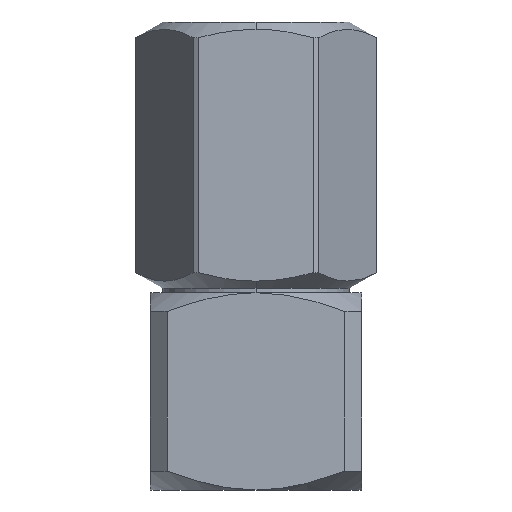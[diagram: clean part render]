
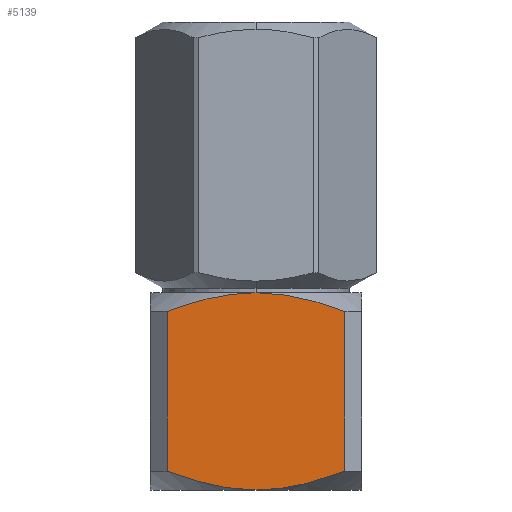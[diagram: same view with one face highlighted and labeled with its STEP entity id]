
A CAD part, left-side view. The second image highlights one B-rep face of the part: STEP entity #5139.
In plain terms, the highlighted planar face has unit normal (-1, 0, 0).
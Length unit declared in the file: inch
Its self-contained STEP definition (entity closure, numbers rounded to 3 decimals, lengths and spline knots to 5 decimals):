
#96 = ORIENTED_EDGE ( 'NONE', *, *, #2937, .T. ) ;
#122 = EDGE_CURVE ( 'NONE', #2149, #3664, #3982, .T. ) ;
#123 = DIRECTION ( 'NONE',  ( 1., 0., 0. ) ) ;
#135 = CARTESIAN_POINT ( 'NONE',  ( -0.125, 0.08806, -0.33575 ) ) ;
#459 = CARTESIAN_POINT ( 'NONE',  ( -0.125, 0., -0.55315 ) ) ;
#499 = CARTESIAN_POINT ( 'NONE',  ( -0.125, -0.125, -1.45985 ) ) ;
#503 = VECTOR ( 'NONE', #1898, 39.37008 ) ;
#505 = CARTESIAN_POINT ( 'NONE',  ( -0.125, -0.04475, -0.3243 ) ) ;
#652 = B_SPLINE_CURVE_WITH_KNOTS ( 'NONE', 3,
 ( #768, #1602, #5251, #3620, #1241, #1215, #1567, #824 ),
 .UNSPECIFIED., .F., .F.,
 ( 4, 2, 2, 4 ),
 ( 0.00412, 0.00549, 0.00617, 0.00686 ),
 .UNSPECIFIED. ) ;
#745 = VERTEX_POINT ( 'NONE', #3865 ) ;
#768 = CARTESIAN_POINT ( 'NONE',  ( -0.125, -0.105, -0.53107 ) ) ;
#824 = CARTESIAN_POINT ( 'NONE',  ( -0.125, 0., -0.55315 ) ) ;
#882 = CARTESIAN_POINT ( 'NONE',  ( -0.125, -0.105, -0.34204 ) ) ;
#952 = DIRECTION ( 'NONE',  ( 0., 0., -1. ) ) ;
#956 = AXIS2_PLACEMENT_3D ( 'NONE', #499, #123, #952 ) ;
#1025 = EDGE_CURVE ( 'NONE', #3697, #3664, #3133, .T. ) ;
#1211 = CARTESIAN_POINT ( 'NONE',  ( -0.125, 0.01809, -0.55315 ) ) ;
#1215 = CARTESIAN_POINT ( 'NONE',  ( -0.125, -0.01806, -0.55257 ) ) ;
#1241 = CARTESIAN_POINT ( 'NONE',  ( -0.125, -0.03593, -0.5504 ) ) ;
#1288 = CARTESIAN_POINT ( 'NONE',  ( -0.125, -0.08811, -0.33576 ) ) ;
#1325 = CARTESIAN_POINT ( 'NONE',  ( -0.125, -0.03593, -0.32271 ) ) ;
#1358 = CARTESIAN_POINT ( 'NONE',  ( -0.125, 0.01809, -0.31995 ) ) ;
#1436 = ORIENTED_EDGE ( 'NONE', *, *, #3525, .F. ) ;
#1565 = ORIENTED_EDGE ( 'NONE', *, *, #3076, .F. ) ;
#1567 = CARTESIAN_POINT ( 'NONE',  ( -0.125, -0.00896, -0.55315 ) ) ;
#1602 = CARTESIAN_POINT ( 'NONE',  ( -0.125, -0.08811, -0.53734 ) ) ;
#1653 = CARTESIAN_POINT ( 'NONE',  ( -0.125, 0., -0.31995 ) ) ;
#1668 = CARTESIAN_POINT ( 'NONE',  ( -0.125, 0.07076, -0.54291 ) ) ;
#1669 = ORIENTED_EDGE ( 'NONE', *, *, #122, .F. ) ;
#1690 = CARTESIAN_POINT ( 'NONE',  ( -0.125, 0.105, -0.53107 ) ) ;
#1726 = CARTESIAN_POINT ( 'NONE',  ( -0.125, -0.07095, -0.33025 ) ) ;
#1754 = CARTESIAN_POINT ( 'NONE',  ( -0.125, 0.07076, -0.33019 ) ) ;
#1898 = DIRECTION ( 'NONE',  ( 0., 0., -1. ) ) ;
#2058 = CARTESIAN_POINT ( 'NONE',  ( -0.125, 0.105, -0.53107 ) ) ;
#2098 = CARTESIAN_POINT ( 'NONE',  ( -0.125, -0.01806, -0.32053 ) ) ;
#2149 = VERTEX_POINT ( 'NONE', #3182 ) ;
#2241 = B_SPLINE_CURVE_WITH_KNOTS ( 'NONE', 3,
 ( #2887, #4563, #2098, #1325, #505, #1726, #1288, #882 ),
 .UNSPECIFIED., .F., .F.,
 ( 4, 2, 2, 4 ),
 ( 0.01153, 0.0122, 0.01288, 0.01424 ),
 .UNSPECIFIED. ) ;
#2427 = ORIENTED_EDGE ( 'NONE', *, *, #3725, .F. ) ;
#2433 = ORIENTED_EDGE ( 'NONE', *, *, #1025, .T. ) ;
#2839 = FACE_OUTER_BOUND ( 'NONE', #3609, .T. ) ;
#2848 = CARTESIAN_POINT ( 'NONE',  ( -0.125, -0.105, -0.53107 ) ) ;
#2887 = CARTESIAN_POINT ( 'NONE',  ( -0.125, 0., -0.31995 ) ) ;
#2906 = CARTESIAN_POINT ( 'NONE',  ( -0.125, 0.105, -0.34204 ) ) ;
#2937 = EDGE_CURVE ( 'NONE', #4994, #745, #4260, .T. ) ;
#2952 = CARTESIAN_POINT ( 'NONE',  ( -0.125, 0., -0.31995 ) ) ;
#2985 = CARTESIAN_POINT ( 'NONE',  ( -0.125, 0.105, -0.34204 ) ) ;
#3076 = EDGE_CURVE ( 'NONE', #3697, #3700, #3390, .T. ) ;
#3133 = LINE ( 'NONE', #4790, #503 ) ;
#3182 = CARTESIAN_POINT ( 'NONE',  ( -0.125, 0., -0.55315 ) ) ;
#3271 = CARTESIAN_POINT ( 'NONE',  ( -0.125, 0.03582, -0.55082 ) ) ;
#3319 = DIRECTION ( 'NONE',  ( 0., 0., 1. ) ) ;
#3363 = PLANE ( 'NONE',  #956 ) ;
#3390 = B_SPLINE_CURVE_WITH_KNOTS ( 'NONE', 3,
 ( #2985, #135, #1754, #5002, #1358, #2952 ),
 .UNSPECIFIED., .F., .F.,
 ( 4, 2, 4 ),
 ( 0.00879, 0.01016, 0.01153 ),
 .UNSPECIFIED. ) ;
#3525 = EDGE_CURVE ( 'NONE', #4994, #2149, #652, .T. ) ;
#3609 = EDGE_LOOP ( 'NONE', ( #1436, #96, #2427, #1565, #2433, #1669 ) ) ;
#3620 = CARTESIAN_POINT ( 'NONE',  ( -0.125, -0.04475, -0.5488 ) ) ;
#3664 = VERTEX_POINT ( 'NONE', #1690 ) ;
#3697 = VERTEX_POINT ( 'NONE', #2906 ) ;
#3700 = VERTEX_POINT ( 'NONE', #1653 ) ;
#3725 = EDGE_CURVE ( 'NONE', #3700, #745, #2241, .T. ) ;
#3818 = VECTOR ( 'NONE', #3319, 39.37008 ) ;
#3865 = CARTESIAN_POINT ( 'NONE',  ( -0.125, -0.105, -0.34204 ) ) ;
#3982 = B_SPLINE_CURVE_WITH_KNOTS ( 'NONE', 3,
 ( #459, #1211, #3271, #1668, #4519, #2058 ),
 .UNSPECIFIED., .F., .F.,
 ( 4, 2, 4 ),
 ( 0.00686, 0.00824, 0.00962 ),
 .UNSPECIFIED. ) ;
#4260 = LINE ( 'NONE', #4548, #3818 ) ;
#4519 = CARTESIAN_POINT ( 'NONE',  ( -0.125, 0.08806, -0.53736 ) ) ;
#4548 = CARTESIAN_POINT ( 'NONE',  ( -0.125, -0.105, -1.45985 ) ) ;
#4563 = CARTESIAN_POINT ( 'NONE',  ( -0.125, -0.00896, -0.31995 ) ) ;
#4790 = CARTESIAN_POINT ( 'NONE',  ( -0.125, 0.105, -1.45985 ) ) ;
#4994 = VERTEX_POINT ( 'NONE', #2848 ) ;
#5002 = CARTESIAN_POINT ( 'NONE',  ( -0.125, 0.03582, -0.32228 ) ) ;
#5139 = ADVANCED_FACE ( 'NONE', ( #2839 ), #3363, .F. ) ;
#5251 = CARTESIAN_POINT ( 'NONE',  ( -0.125, -0.07095, -0.54285 ) ) ;
